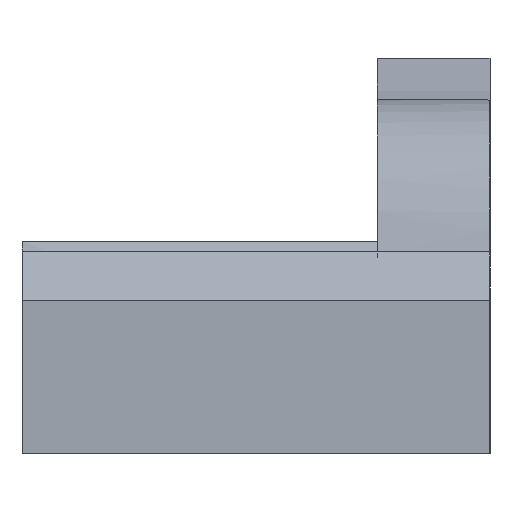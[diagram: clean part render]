
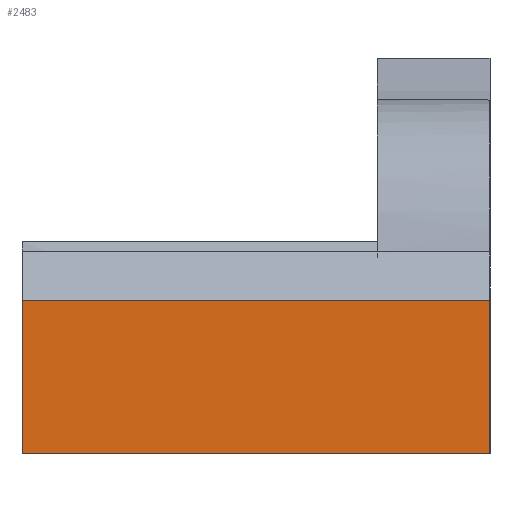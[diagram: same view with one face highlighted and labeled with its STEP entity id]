
A CAD part, left-side view. The second image highlights one B-rep face of the part: STEP entity #2483.
In plain terms, the highlighted planar face has unit normal (-1, 0, 0).
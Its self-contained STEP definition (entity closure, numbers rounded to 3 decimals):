
#21=PLANE('',#2618);
#198=FACE_OUTER_BOUND('',#337,.T.);
#337=EDGE_LOOP('',(#2215,#2216,#2217,#2218));
#702=LINE('',#12478,#808);
#708=LINE('',#14466,#814);
#718=LINE('',#14649,#824);
#719=LINE('',#14651,#825);
#808=VECTOR('',#2914,10.);
#814=VECTOR('',#2926,10.);
#824=VECTOR('',#2946,10.);
#825=VECTOR('',#2949,10.);
#1077=VERTEX_POINT('',#12466);
#1078=VERTEX_POINT('',#12477);
#1085=VERTEX_POINT('',#14463);
#1086=VERTEX_POINT('',#14465);
#1443=EDGE_CURVE('',#1078,#1077,#702,.T.);
#1459=EDGE_CURVE('',#1085,#1086,#708,.T.);
#1475=EDGE_CURVE('',#1077,#1086,#718,.T.);
#1476=EDGE_CURVE('',#1078,#1085,#719,.T.);
#2215=ORIENTED_EDGE('',*,*,#1443,.T.);
#2216=ORIENTED_EDGE('',*,*,#1475,.T.);
#2217=ORIENTED_EDGE('',*,*,#1459,.F.);
#2218=ORIENTED_EDGE('',*,*,#1476,.F.);
#2483=ADVANCED_FACE('',(#198),#21,.T.);
#2618=AXIS2_PLACEMENT_3D('',#14650,#2947,#2948);
#2914=DIRECTION('',(0.,0.,1.));
#2926=DIRECTION('',(0.,0.,1.));
#2946=DIRECTION('',(0.,1.,0.));
#2947=DIRECTION('center_axis',(-1.,0.,0.));
#2948=DIRECTION('ref_axis',(0.,0.,1.));
#2949=DIRECTION('',(0.,1.,0.));
#12466=CARTESIAN_POINT('',(-103.,85.,9.));
#12477=CARTESIAN_POINT('',(-103.,85.,-10.));
#12478=CARTESIAN_POINT('',(-103.,85.,-10.));
#14463=CARTESIAN_POINT('',(-103.,143.,-10.));
#14465=CARTESIAN_POINT('',(-103.,143.,9.));
#14466=CARTESIAN_POINT('',(-103.,143.,-10.));
#14649=CARTESIAN_POINT('',(-103.,85.,9.));
#14650=CARTESIAN_POINT('Origin',(-103.,85.,-10.));
#14651=CARTESIAN_POINT('',(-103.,85.,-10.));
